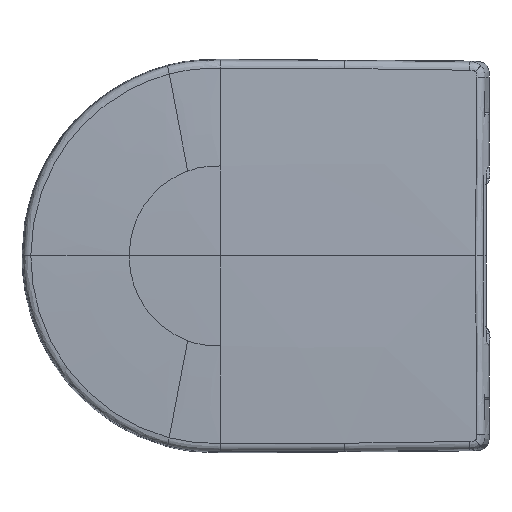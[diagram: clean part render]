
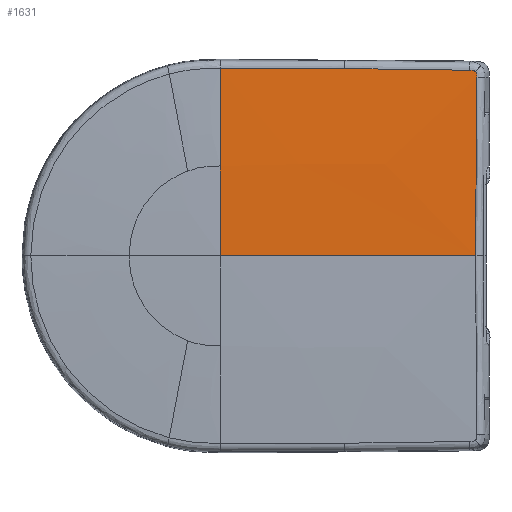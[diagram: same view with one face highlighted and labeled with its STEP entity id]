
A CAD part, top view. The second image highlights one B-rep face of the part: STEP entity #1631.
In plain terms, the highlighted free-form (B-spline) face has degree [2, 3] with [3, 4] control points.
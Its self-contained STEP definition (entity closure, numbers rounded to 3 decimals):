
#596=B_SPLINE_SURFACE_WITH_KNOTS('',2,3,((#26406,#26407,#26408,#26409),
(#26410,#26411,#26412,#26413),(#26414,#26415,#26416,#26417)),
 .UNSPECIFIED.,.F.,.F.,.F.,(3,3),(4,4),(0.,1.),(0.,1.),.UNSPECIFIED.);
#1631=ADVANCED_FACE('',(#2871),#596,.T.);
#2871=FACE_OUTER_BOUND('',#3884,.T.);
#3884=EDGE_LOOP('',(#5514,#5515,#5516,#5517,#5518,#5519,#5520,#5521));
#5514=ORIENTED_EDGE('',*,*,#11985,.F.);
#5515=ORIENTED_EDGE('',*,*,#11986,.F.);
#5516=ORIENTED_EDGE('',*,*,#11983,.T.);
#5517=ORIENTED_EDGE('',*,*,#11899,.T.);
#5518=ORIENTED_EDGE('',*,*,#11904,.T.);
#5519=ORIENTED_EDGE('',*,*,#11913,.T.);
#5520=ORIENTED_EDGE('',*,*,#11987,.F.);
#5521=ORIENTED_EDGE('',*,*,#11988,.F.);
#10130=VERTEX_POINT('',#20918);
#10133=VERTEX_POINT('',#21045);
#10181=VERTEX_POINT('',#23585);
#10190=VERTEX_POINT('',#23921);
#10232=VERTEX_POINT('',#26343);
#10233=VERTEX_POINT('',#26382);
#10234=VERTEX_POINT('',#26383);
#10235=VERTEX_POINT('',#26398);
#11899=EDGE_CURVE('',#10181,#10130,#14458,.T.);
#11904=EDGE_CURVE('',#10130,#10133,#14463,.T.);
#11913=EDGE_CURVE('',#10133,#10190,#14472,.T.);
#11983=EDGE_CURVE('',#10232,#10181,#14542,.T.);
#11985=EDGE_CURVE('',#10233,#10234,#14544,.T.);
#11986=EDGE_CURVE('',#10232,#10233,#14545,.T.);
#11987=EDGE_CURVE('',#10235,#10190,#14546,.T.);
#11988=EDGE_CURVE('',#10234,#10235,#14547,.T.);
#14458=B_SPLINE_CURVE_WITH_KNOTS('',2,(#23582,#23583,#23584),
 .UNSPECIFIED.,.F.,.F.,(3,3),(0.,1.),.UNSPECIFIED.);
#14463=B_SPLINE_CURVE_WITH_KNOTS('',3,(#23717,#23718,#23719,#23720),
 .UNSPECIFIED.,.F.,.F.,(4,4),(0.,1.),.UNSPECIFIED.);
#14472=B_SPLINE_CURVE_WITH_KNOTS('',3,(#23922,#23923,#23924,#23925,#23926,
#23927,#23928,#23929,#23930,#23931,#23932,#23933,#23934,#23935,#23936,#23937,
#23938,#23939,#23940,#23941,#23942,#23943,#23944),.UNSPECIFIED.,.F.,.F.,
(4,2,1,1,1,1,2,2,2,1,1,1,2,2,4),(0.,0.25,0.375,
0.438,0.469,0.484,0.492,
0.5,0.625,0.688,0.719,
0.734,0.742,0.75,1.),.UNSPECIFIED.);
#14542=B_SPLINE_CURVE_WITH_KNOTS('',2,(#26340,#26341,#26342),
 .UNSPECIFIED.,.F.,.F.,(3,3),(0.,1.),.UNSPECIFIED.);
#14544=B_SPLINE_CURVE_WITH_KNOTS('',6,(#26375,#26376,#26377,#26378,#26379,
#26380,#26381),.UNSPECIFIED.,.F.,.F.,(7,7),(0.,1.),.UNSPECIFIED.);
#14545=B_SPLINE_CURVE_WITH_KNOTS('',6,(#26384,#26385,#26386,#26387,#26388,
#26389,#26390),.UNSPECIFIED.,.F.,.F.,(7,7),(0.,1.),.UNSPECIFIED.);
#14546=B_SPLINE_CURVE_WITH_KNOTS('',6,(#26391,#26392,#26393,#26394,#26395,
#26396,#26397),.UNSPECIFIED.,.F.,.F.,(7,7),(0.,1.),.UNSPECIFIED.);
#14547=B_SPLINE_CURVE_WITH_KNOTS('',6,(#26399,#26400,#26401,#26402,#26403,
#26404,#26405),.UNSPECIFIED.,.F.,.F.,(7,7),(0.,1.),.UNSPECIFIED.);
#20918=CARTESIAN_POINT('',(-240.354,0.,23.277));
#21045=CARTESIAN_POINT('',(2.212,0.,25.309));
#23582=CARTESIAN_POINT('',(-240.359,85.497,22.269));
#23583=CARTESIAN_POINT('',(-240.354,41.776,23.277));
#23584=CARTESIAN_POINT('',(-240.354,0.,23.277));
#23585=CARTESIAN_POINT('',(-240.359,85.497,22.269));
#23717=CARTESIAN_POINT('',(-240.354,0.,23.277));
#23718=CARTESIAN_POINT('',(-170.158,0.,24.637));
#23719=CARTESIAN_POINT('',(-87.385,0.,25.258));
#23720=CARTESIAN_POINT('',(2.212,0.,25.309));
#23921=CARTESIAN_POINT('',(3.457,169.612,21.979));
#23922=CARTESIAN_POINT('',(2.212,0.,25.309));
#23923=CARTESIAN_POINT('',(2.212,13.578,25.309));
#23924=CARTESIAN_POINT('',(2.24,27.431,25.24));
#23925=CARTESIAN_POINT('',(2.324,48.633,25.027));
#23926=CARTESIAN_POINT('',(2.376,59.339,24.892));
#23927=CARTESIAN_POINT('',(2.456,72.018,24.686));
#23928=CARTESIAN_POINT('',(2.5,78.405,24.57));
#23929=CARTESIAN_POINT('',(2.524,81.611,24.509));
#23930=CARTESIAN_POINT('',(2.534,82.987,24.482));
#23931=CARTESIAN_POINT('',(2.541,83.905,24.464));
#23932=CARTESIAN_POINT('',(2.545,84.403,24.454));
#23933=CARTESIAN_POINT('',(2.6,91.556,24.311));
#23934=CARTESIAN_POINT('',(2.658,98.454,24.158));
#23935=CARTESIAN_POINT('',(2.757,109.052,23.898));
#23936=CARTESIAN_POINT('',(2.809,114.414,23.761));
#23937=CARTESIAN_POINT('',(2.874,120.782,23.586));
#23938=CARTESIAN_POINT('',(2.908,123.994,23.495));
#23939=CARTESIAN_POINT('',(2.923,125.376,23.456));
#23940=CARTESIAN_POINT('',(2.932,126.299,23.429));
#23941=CARTESIAN_POINT('',(2.938,126.81,23.414));
#23942=CARTESIAN_POINT('',(3.086,140.463,23.016));
#23943=CARTESIAN_POINT('',(3.256,154.58,22.548));
#23944=CARTESIAN_POINT('',(3.457,169.612,21.979));
#26340=CARTESIAN_POINT('',(-240.373,178.32,19.089));
#26341=CARTESIAN_POINT('',(-240.363,130.861,21.222));
#26342=CARTESIAN_POINT('',(-240.359,85.497,22.269));
#26343=CARTESIAN_POINT('',(-240.373,178.323,19.089));
#26375=CARTESIAN_POINT('',(-121.983,178.089,20.402));
#26376=CARTESIAN_POINT('',(-102.251,177.928,20.614));
#26377=CARTESIAN_POINT('',(-82.52,177.723,20.824));
#26378=CARTESIAN_POINT('',(-62.789,177.476,21.032));
#26379=CARTESIAN_POINT('',(-43.058,177.19,21.238));
#26380=CARTESIAN_POINT('',(-23.328,176.868,21.442));
#26381=CARTESIAN_POINT('',(-3.599,176.512,21.644));
#26382=CARTESIAN_POINT('',(-121.983,178.089,20.402));
#26383=CARTESIAN_POINT('',(-3.599,176.512,21.644));
#26384=CARTESIAN_POINT('',(-240.373,178.32,19.089));
#26385=CARTESIAN_POINT('',(-220.641,178.418,19.316));
#26386=CARTESIAN_POINT('',(-200.909,178.455,19.539));
#26387=CARTESIAN_POINT('',(-181.177,178.437,19.759));
#26388=CARTESIAN_POINT('',(-161.445,178.368,19.976));
#26389=CARTESIAN_POINT('',(-141.714,178.251,20.19));
#26390=CARTESIAN_POINT('',(-121.983,178.089,20.402));
#26391=CARTESIAN_POINT('',(2.125,175.294,21.747));
#26392=CARTESIAN_POINT('',(2.881,174.634,21.78));
#26393=CARTESIAN_POINT('',(3.361,173.648,21.823));
#26394=CARTESIAN_POINT('',(3.397,172.594,21.864));
#26395=CARTESIAN_POINT('',(3.502,171.632,21.902));
#26396=CARTESIAN_POINT('',(3.47,170.616,21.94));
#26397=CARTESIAN_POINT('',(3.457,169.612,21.979));
#26398=CARTESIAN_POINT('',(2.125,175.294,21.747));
#26399=CARTESIAN_POINT('',(-3.599,176.512,21.644));
#26400=CARTESIAN_POINT('',(-2.608,176.494,21.654));
#26401=CARTESIAN_POINT('',(-1.614,176.483,21.664));
#26402=CARTESIAN_POINT('',(-0.616,176.398,21.677));
#26403=CARTESIAN_POINT('',(0.36,176.291,21.691));
#26404=CARTESIAN_POINT('',(1.375,175.948,21.714));
#26405=CARTESIAN_POINT('',(2.125,175.294,21.747));
#26406=CARTESIAN_POINT('',(14.326,0.,25.312));
#26407=CARTESIAN_POINT('',(-79.924,0.,25.312));
#26408=CARTESIAN_POINT('',(-167.005,0.,24.698));
#26409=CARTESIAN_POINT('',(-240.354,0.,23.277));
#26410=CARTESIAN_POINT('',(14.326,88.368,25.312));
#26411=CARTESIAN_POINT('',(-79.924,88.321,25.312));
#26412=CARTESIAN_POINT('',(-167.005,88.362,24.698));
#26413=CARTESIAN_POINT('',(-240.354,88.358,23.277));
#26414=CARTESIAN_POINT('',(14.858,183.28,21.556));
#26415=CARTESIAN_POINT('',(-78.98,185.069,20.53));
#26416=CARTESIAN_POINT('',(-164.058,185.766,19.599));
#26417=CARTESIAN_POINT('',(-240.374,185.421,18.765));
